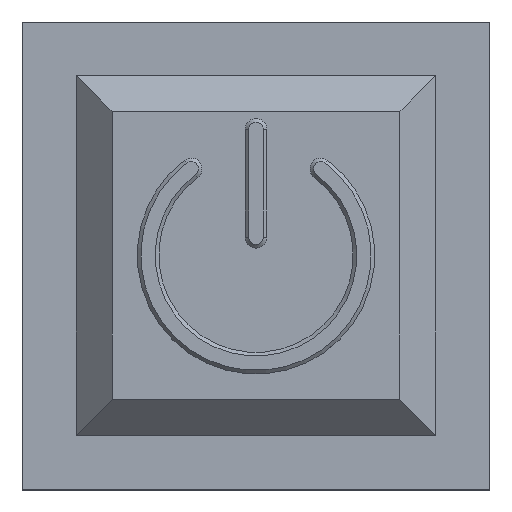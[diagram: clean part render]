
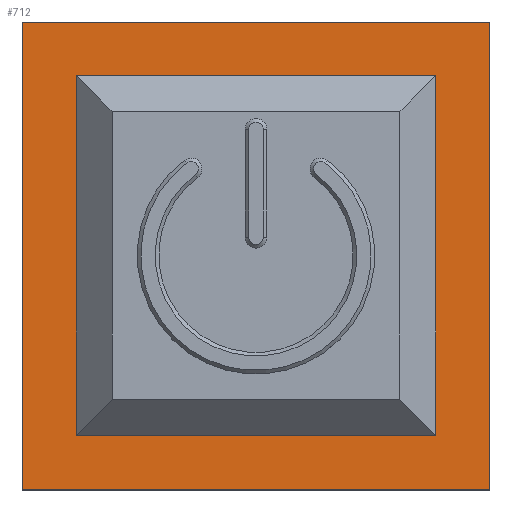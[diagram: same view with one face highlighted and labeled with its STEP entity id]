
A CAD part, top view. The second image highlights one B-rep face of the part: STEP entity #712.
In plain terms, the highlighted planar face has unit normal (0, 0, 1).
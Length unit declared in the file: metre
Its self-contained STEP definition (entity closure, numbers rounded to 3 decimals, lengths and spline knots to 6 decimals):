
#182=ORIENTED_EDGE('',*,*,#246,.F.);
#183=ORIENTED_EDGE('',*,*,#242,.T.);
#184=ORIENTED_EDGE('',*,*,#252,.T.);
#185=ORIENTED_EDGE('',*,*,#249,.F.);
#186=ORIENTED_EDGE('',*,*,#304,.F.);
#187=ORIENTED_EDGE('',*,*,#308,.T.);
#188=ORIENTED_EDGE('',*,*,#311,.T.);
#189=ORIENTED_EDGE('',*,*,#313,.F.);
#242=EDGE_CURVE('',#338,#339,#398,.T.);
#246=EDGE_CURVE('',#338,#342,#402,.T.);
#249=EDGE_CURVE('',#342,#344,#405,.T.);
#252=EDGE_CURVE('',#339,#344,#408,.T.);
#304=EDGE_CURVE('',#376,#377,#442,.T.);
#308=EDGE_CURVE('',#376,#379,#446,.T.);
#311=EDGE_CURVE('',#379,#381,#449,.T.);
#313=EDGE_CURVE('',#377,#381,#451,.T.);
#338=VERTEX_POINT('',#1003);
#339=VERTEX_POINT('',#1004);
#342=VERTEX_POINT('',#1012);
#344=VERTEX_POINT('',#1018);
#376=VERTEX_POINT('',#1129);
#377=VERTEX_POINT('',#1131);
#379=VERTEX_POINT('',#1137);
#381=VERTEX_POINT('',#1143);
#398=LINE('',#1002,#476);
#402=LINE('',#1011,#480);
#405=LINE('',#1017,#483);
#408=LINE('',#1023,#486);
#442=LINE('',#1130,#520);
#446=LINE('',#1138,#524);
#449=LINE('',#1144,#527);
#451=LINE('',#1147,#529);
#476=VECTOR('',#802,1.);
#480=VECTOR('',#808,1.);
#483=VECTOR('',#813,1.);
#486=VECTOR('',#818,1.);
#520=VECTOR('',#936,1.);
#524=VECTOR('',#942,1.);
#527=VECTOR('',#947,1.);
#529=VECTOR('',#951,1.);
#587=EDGE_LOOP('',(#182,#183,#184,#185));
#588=EDGE_LOOP('',(#186,#187,#188,#189));
#635=FACE_BOUND('',#587,.T.);
#636=FACE_BOUND('',#588,.T.);
#669=PLANE('',#786);
#712=ADVANCED_FACE('',(#635,#636),#669,.T.);
#786=AXIS2_PLACEMENT_3D('',#1148,#952,#953);
#802=DIRECTION('',(-1.,0.,0.));
#808=DIRECTION('',(0.,1.,0.));
#813=DIRECTION('',(-1.,0.,0.));
#818=DIRECTION('',(0.,1.,0.));
#936=DIRECTION('',(0.,-1.,0.));
#942=DIRECTION('',(-1.,0.,0.));
#947=DIRECTION('',(0.,-1.,0.));
#951=DIRECTION('',(-1.,0.,0.));
#952=DIRECTION('',(0.,0.,1.));
#953=DIRECTION('',(1.,0.,0.));
#1002=CARTESIAN_POINT('',(0.,-0.0025,0.0055));
#1003=CARTESIAN_POINT('',(0.0025,-0.0025,0.0055));
#1004=CARTESIAN_POINT('',(-0.0025,-0.0025,0.0055));
#1011=CARTESIAN_POINT('',(0.0025,0.,0.0055));
#1012=CARTESIAN_POINT('',(0.0025,0.0025,0.0055));
#1017=CARTESIAN_POINT('',(0.,0.0025,0.0055));
#1018=CARTESIAN_POINT('',(-0.0025,0.0025,0.0055));
#1023=CARTESIAN_POINT('',(-0.0025,0.,0.0055));
#1129=CARTESIAN_POINT('',(0.00325,0.00325,0.0055));
#1130=CARTESIAN_POINT('',(0.00325,0.,0.0055));
#1131=CARTESIAN_POINT('',(0.00325,-0.00325,0.0055));
#1137=CARTESIAN_POINT('',(-0.00325,0.00325,0.0055));
#1138=CARTESIAN_POINT('',(0.,0.00325,0.0055));
#1143=CARTESIAN_POINT('',(-0.00325,-0.00325,0.0055));
#1144=CARTESIAN_POINT('',(-0.00325,0.,0.0055));
#1147=CARTESIAN_POINT('',(0.,-0.00325,0.0055));
#1148=CARTESIAN_POINT('',(0.,0.,0.0055));
